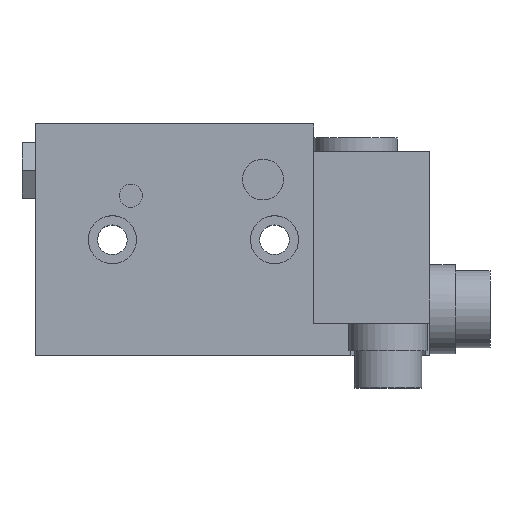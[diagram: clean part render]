
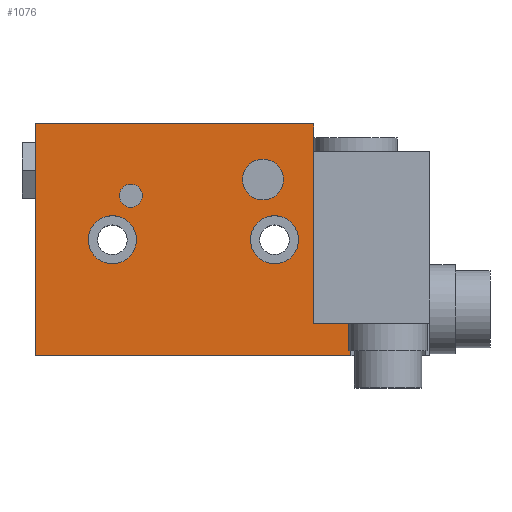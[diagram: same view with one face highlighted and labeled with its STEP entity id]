
A CAD part, top view. The second image highlights one B-rep face of the part: STEP entity #1076.
In plain terms, the highlighted planar face has unit normal (0, 0, 1).
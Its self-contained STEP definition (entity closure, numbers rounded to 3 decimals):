
#33=LINE('',#1594,#120);
#38=LINE('',#1608,#125);
#72=LINE('',#1700,#159);
#93=LINE('',#1750,#180);
#96=LINE('',#1791,#183);
#99=LINE('',#1795,#186);
#100=LINE('',#1797,#187);
#120=VECTOR('',#1292,7.);
#125=VECTOR('',#1303,8.);
#159=VECTOR('',#1397,37.);
#180=VECTOR('',#1440,50.);
#183=VECTOR('',#1491,60.);
#186=VECTOR('',#1496,6.);
#187=VECTOR('',#1499,68.);
#238=PLANE('',#1190);
#275=FACE_BOUND('',#457,.T.);
#276=FACE_BOUND('',#458,.T.);
#277=FACE_BOUND('',#459,.T.);
#278=FACE_BOUND('',#460,.T.);
#350=FACE_OUTER_BOUND('',#456,.T.);
#456=EDGE_LOOP('',(#967,#968,#969,#970,#971,#972,#973));
#457=EDGE_LOOP('',(#974));
#458=EDGE_LOOP('',(#975));
#459=EDGE_LOOP('',(#976));
#460=EDGE_LOOP('',(#977));
#494=CIRCLE('',#1166,4.4);
#496=CIRCLE('',#1170,5.2);
#499=CIRCLE('',#1175,2.5);
#501=CIRCLE('',#1179,5.2);
#533=VERTEX_POINT('',#1592);
#534=VERTEX_POINT('',#1593);
#540=VERTEX_POINT('',#1606);
#564=VERTEX_POINT('',#1682);
#585=VERTEX_POINT('',#1747);
#586=VERTEX_POINT('',#1749);
#588=VERTEX_POINT('',#1755);
#590=VERTEX_POINT('',#1761);
#593=VERTEX_POINT('',#1769);
#595=VERTEX_POINT('',#1775);
#600=VERTEX_POINT('',#1790);
#635=EDGE_CURVE('',#533,#534,#33,.T.);
#642=EDGE_CURVE('',#540,#534,#38,.T.);
#685=EDGE_CURVE('',#540,#564,#72,.T.);
#708=EDGE_CURVE('',#586,#585,#93,.T.);
#711=EDGE_CURVE('',#588,#588,#494,.T.);
#713=EDGE_CURVE('',#590,#590,#496,.T.);
#716=EDGE_CURVE('',#593,#593,#499,.T.);
#718=EDGE_CURVE('',#595,#595,#501,.T.);
#723=EDGE_CURVE('',#600,#586,#96,.T.);
#726=EDGE_CURVE('',#564,#600,#99,.T.);
#727=EDGE_CURVE('',#585,#533,#100,.T.);
#967=ORIENTED_EDGE('',*,*,#635,.T.);
#968=ORIENTED_EDGE('',*,*,#642,.F.);
#969=ORIENTED_EDGE('',*,*,#685,.T.);
#970=ORIENTED_EDGE('',*,*,#726,.T.);
#971=ORIENTED_EDGE('',*,*,#723,.T.);
#972=ORIENTED_EDGE('',*,*,#708,.T.);
#973=ORIENTED_EDGE('',*,*,#727,.T.);
#974=ORIENTED_EDGE('',*,*,#711,.T.);
#975=ORIENTED_EDGE('',*,*,#713,.T.);
#976=ORIENTED_EDGE('',*,*,#716,.T.);
#977=ORIENTED_EDGE('',*,*,#718,.T.);
#1076=ADVANCED_FACE('',(#350,#275,#276,#277,#278),#238,.T.);
#1166=AXIS2_PLACEMENT_3D('',#1756,#1446,#1447);
#1170=AXIS2_PLACEMENT_3D('',#1762,#1454,#1455);
#1175=AXIS2_PLACEMENT_3D('',#1770,#1464,#1465);
#1179=AXIS2_PLACEMENT_3D('',#1776,#1472,#1473);
#1190=AXIS2_PLACEMENT_3D('',#1799,#1501,#1502);
#1292=DIRECTION('',(0.,1.,0.));
#1303=DIRECTION('',(1.,0.,0.));
#1397=DIRECTION('',(0.,1.,0.));
#1440=DIRECTION('',(0.,-1.,0.));
#1446=DIRECTION('center_axis',(0.,0.,-1.));
#1447=DIRECTION('ref_axis',(-1.,0.,0.));
#1454=DIRECTION('center_axis',(0.,0.,-1.));
#1455=DIRECTION('ref_axis',(-1.,0.,0.));
#1464=DIRECTION('center_axis',(0.,0.,-1.));
#1465=DIRECTION('ref_axis',(-1.,0.,0.));
#1472=DIRECTION('center_axis',(0.,0.,-1.));
#1473=DIRECTION('ref_axis',(-1.,0.,0.));
#1491=DIRECTION('',(-1.,0.,0.));
#1496=DIRECTION('',(0.,1.,0.));
#1499=DIRECTION('',(1.,0.,0.));
#1501=DIRECTION('center_axis',(0.,0.,1.));
#1502=DIRECTION('ref_axis',(1.,0.,0.));
#1592=CARTESIAN_POINT('',(16.5,-25.,25.));
#1593=CARTESIAN_POINT('',(16.5,-18.,25.));
#1594=CARTESIAN_POINT('',(16.5,-25.,25.));
#1606=CARTESIAN_POINT('',(8.5,-18.,25.));
#1608=CARTESIAN_POINT('',(8.5,-18.,25.));
#1682=CARTESIAN_POINT('',(8.5,19.,25.));
#1700=CARTESIAN_POINT('',(8.5,-25.,25.));
#1747=CARTESIAN_POINT('',(-51.5,-25.,25.));
#1749=CARTESIAN_POINT('',(-51.5,25.,25.));
#1750=CARTESIAN_POINT('',(-51.5,25.,25.));
#1755=CARTESIAN_POINT('',(1.9,13.,25.));
#1756=CARTESIAN_POINT('Origin',(-2.5,13.,25.));
#1761=CARTESIAN_POINT('',(5.2,0.,25.));
#1762=CARTESIAN_POINT('Origin',(0.,0.,25.));
#1769=CARTESIAN_POINT('',(-28.5,9.5,25.));
#1770=CARTESIAN_POINT('Origin',(-31.,9.5,25.));
#1775=CARTESIAN_POINT('',(-29.8,0.,25.));
#1776=CARTESIAN_POINT('Origin',(-35.,0.,25.));
#1790=CARTESIAN_POINT('',(8.5,25.,25.));
#1791=CARTESIAN_POINT('',(8.5,25.,25.));
#1795=CARTESIAN_POINT('',(8.5,-25.,25.));
#1797=CARTESIAN_POINT('',(-51.5,-25.,25.));
#1799=CARTESIAN_POINT('Origin',(-21.5,0.,25.));
